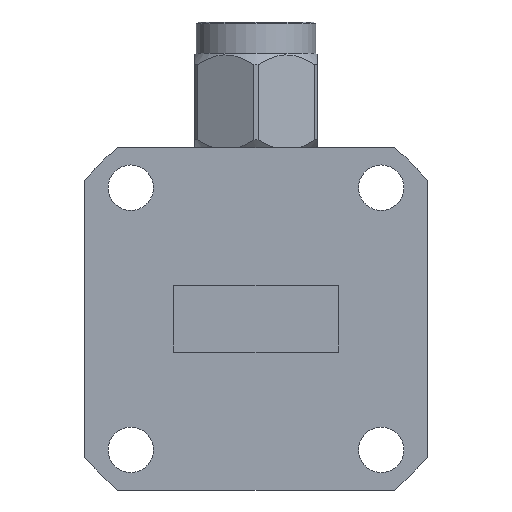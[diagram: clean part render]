
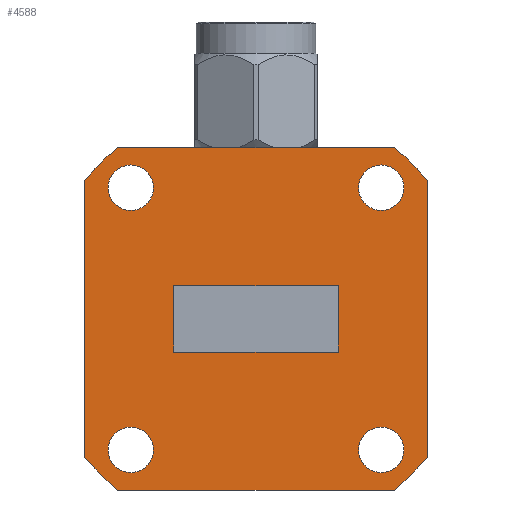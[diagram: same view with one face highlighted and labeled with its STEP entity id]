
A CAD part, front view. The second image highlights one B-rep face of the part: STEP entity #4588.
In plain terms, the highlighted planar face has unit normal (0, -1, 0).
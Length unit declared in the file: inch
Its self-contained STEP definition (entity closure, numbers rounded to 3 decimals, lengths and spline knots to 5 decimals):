
#25 = EDGE_LOOP ( 'NONE', ( #7141 ) ) ;
#33 = VERTEX_POINT ( 'NONE', #8249 ) ;
#54 = CIRCLE ( 'NONE', #2765, 0.058 ) ;
#78 = VERTEX_POINT ( 'NONE', #3426 ) ;
#227 = LINE ( 'NONE', #9809, #6660 ) ;
#307 = EDGE_CURVE ( 'NONE', #9961, #4418, #5163, .T. ) ;
#332 = CARTESIAN_POINT ( 'NONE',  ( -0.21, 0., -0.085 ) ) ;
#344 = AXIS2_PLACEMENT_3D ( 'NONE', #6751, #10228, #10117 ) ;
#365 = DIRECTION ( 'NONE',  ( 1., 0., 0. ) ) ;
#456 = ORIENTED_EDGE ( 'NONE', *, *, #8386, .T. ) ;
#511 = CARTESIAN_POINT ( 'NONE',  ( -0.21, 0., 0.085 ) ) ;
#568 = CARTESIAN_POINT ( 'NONE',  ( 0., 0., 0. ) ) ;
#588 = EDGE_CURVE ( 'NONE', #7749, #7749, #54, .T. ) ;
#708 = CARTESIAN_POINT ( 'NONE',  ( -0.4375, 0., 0.4375 ) ) ;
#760 = VECTOR ( 'NONE', #6946, 39.37008 ) ;
#1070 = DIRECTION ( 'NONE',  ( 0., -1., 0. ) ) ;
#1101 = AXIS2_PLACEMENT_3D ( 'NONE', #6610, #1447, #5814 ) ;
#1260 = VERTEX_POINT ( 'NONE', #4320 ) ;
#1317 = CARTESIAN_POINT ( 'NONE',  ( 0.4375, 0., 0.4375 ) ) ;
#1447 = DIRECTION ( 'NONE',  ( 0., -1., 0. ) ) ;
#1522 = FACE_BOUND ( 'NONE', #5153, .T. ) ;
#1698 = LINE ( 'NONE', #4329, #6498 ) ;
#1736 = CIRCLE ( 'NONE', #5407, 0.5625 ) ;
#1849 = EDGE_CURVE ( 'NONE', #1260, #2374, #7697, .T. ) ;
#1859 = DIRECTION ( 'NONE',  ( 0., -1., 0. ) ) ;
#1888 = VECTOR ( 'NONE', #4531, 39.37008 ) ;
#1916 = EDGE_CURVE ( 'NONE', #4418, #2751, #9788, .T. ) ;
#1931 = DIRECTION ( 'NONE',  ( 0., 0., 1. ) ) ;
#1947 = CARTESIAN_POINT ( 'NONE',  ( -0.21, 0., -0.085 ) ) ;
#2067 = CARTESIAN_POINT ( 'NONE',  ( 0.4375, 0., 0.35355 ) ) ;
#2098 = EDGE_CURVE ( 'NONE', #7590, #5729, #5015, .T. ) ;
#2197 = EDGE_CURVE ( 'NONE', #33, #9961, #227, .T. ) ;
#2363 = DIRECTION ( 'NONE',  ( 0., 1., 0. ) ) ;
#2374 = VERTEX_POINT ( 'NONE', #10706 ) ;
#2751 = VERTEX_POINT ( 'NONE', #332 ) ;
#2765 = AXIS2_PLACEMENT_3D ( 'NONE', #4517, #2789, #1931 ) ;
#2789 = DIRECTION ( 'NONE',  ( 0., 1., 0. ) ) ;
#2823 = DIRECTION ( 'NONE',  ( 0., 0., -1. ) ) ;
#2850 = ORIENTED_EDGE ( 'NONE', *, *, #1916, .F. ) ;
#3126 = FACE_BOUND ( 'NONE', #11035, .T. ) ;
#3136 = ORIENTED_EDGE ( 'NONE', *, *, #1849, .F. ) ;
#3247 = EDGE_LOOP ( 'NONE', ( #5842, #9250, #5243, #3601, #4447, #456, #3136, #3558 ) ) ;
#3361 = ORIENTED_EDGE ( 'NONE', *, *, #4454, .T. ) ;
#3383 = CARTESIAN_POINT ( 'NONE',  ( -0.32, 0., -0.335 ) ) ;
#3426 = CARTESIAN_POINT ( 'NONE',  ( -0.35355, 0., -0.4375 ) ) ;
#3437 = EDGE_CURVE ( 'NONE', #11227, #9931, #8418, .T. ) ;
#3443 = CARTESIAN_POINT ( 'NONE',  ( -0.4375, 0., 0.4375 ) ) ;
#3558 = ORIENTED_EDGE ( 'NONE', *, *, #7019, .T. ) ;
#3590 = CARTESIAN_POINT ( 'NONE',  ( 0., 0., 0. ) ) ;
#3601 = ORIENTED_EDGE ( 'NONE', *, *, #3437, .T. ) ;
#3684 = EDGE_CURVE ( 'NONE', #11113, #11113, #9511, .T. ) ;
#3751 = EDGE_CURVE ( 'NONE', #7217, #9931, #11289, .T. ) ;
#4079 = VERTEX_POINT ( 'NONE', #7579 ) ;
#4226 = ORIENTED_EDGE ( 'NONE', *, *, #3684, .T. ) ;
#4320 = CARTESIAN_POINT ( 'NONE',  ( -0.4375, 0., -0.35355 ) ) ;
#4329 = CARTESIAN_POINT ( 'NONE',  ( -0.4375, 0., -0.4375 ) ) ;
#4418 = VERTEX_POINT ( 'NONE', #511 ) ;
#4447 = ORIENTED_EDGE ( 'NONE', *, *, #3751, .F. ) ;
#4454 = EDGE_CURVE ( 'NONE', #4079, #4079, #8380, .T. ) ;
#4474 = ORIENTED_EDGE ( 'NONE', *, *, #2197, .F. ) ;
#4517 = CARTESIAN_POINT ( 'NONE',  ( -0.32, 0., 0.335 ) ) ;
#4531 = DIRECTION ( 'NONE',  ( 0., 0., -1. ) ) ;
#4588 = ADVANCED_FACE ( 'NONE', ( #1522, #10049, #3126, #6631, #9239, #4919 ), #8400, .T. ) ;
#4595 = AXIS2_PLACEMENT_3D ( 'NONE', #3383, #2363, #7807 ) ;
#4626 = CARTESIAN_POINT ( 'NONE',  ( 0.35355, 0., -0.4375 ) ) ;
#4645 = LINE ( 'NONE', #7230, #9223 ) ;
#4776 = VECTOR ( 'NONE', #7566, 39.37008 ) ;
#4916 = CIRCLE ( 'NONE', #344, 0.058 ) ;
#4919 = FACE_OUTER_BOUND ( 'NONE', #3247, .T. ) ;
#4972 = CARTESIAN_POINT ( 'NONE',  ( 0.4375, 0., -0.35355 ) ) ;
#4973 = CARTESIAN_POINT ( 'NONE',  ( 0.32, 0., -0.335 ) ) ;
#5015 = CIRCLE ( 'NONE', #6285, 0.5625 ) ;
#5106 = CARTESIAN_POINT ( 'NONE',  ( -0.21, 0., 0.085 ) ) ;
#5111 = CARTESIAN_POINT ( 'NONE',  ( -0.32, 0., -0.277 ) ) ;
#5153 = EDGE_LOOP ( 'NONE', ( #5830, #4474, #5241, #2850 ) ) ;
#5163 = LINE ( 'NONE', #5106, #9157 ) ;
#5231 = VERTEX_POINT ( 'NONE', #9549 ) ;
#5241 = ORIENTED_EDGE ( 'NONE', *, *, #7966, .F. ) ;
#5243 = ORIENTED_EDGE ( 'NONE', *, *, #6432, .F. ) ;
#5407 = AXIS2_PLACEMENT_3D ( 'NONE', #5589, #10620, #2823 ) ;
#5589 = CARTESIAN_POINT ( 'NONE',  ( 0., 0., 0. ) ) ;
#5729 = VERTEX_POINT ( 'NONE', #4972 ) ;
#5814 = DIRECTION ( 'NONE',  ( 0., 0., -1. ) ) ;
#5830 = ORIENTED_EDGE ( 'NONE', *, *, #307, .F. ) ;
#5842 = ORIENTED_EDGE ( 'NONE', *, *, #7717, .F. ) ;
#6066 = ORIENTED_EDGE ( 'NONE', *, *, #10718, .T. ) ;
#6144 = AXIS2_PLACEMENT_3D ( 'NONE', #3590, #1070, #8787 ) ;
#6173 = CARTESIAN_POINT ( 'NONE',  ( 0., 0., 0. ) ) ;
#6265 = CARTESIAN_POINT ( 'NONE',  ( -0.35355, 0., 0.4375 ) ) ;
#6285 = AXIS2_PLACEMENT_3D ( 'NONE', #6173, #1859, #9695 ) ;
#6432 = EDGE_CURVE ( 'NONE', #11227, #5729, #9081, .T. ) ;
#6498 = VECTOR ( 'NONE', #7886, 39.37008 ) ;
#6610 = CARTESIAN_POINT ( 'NONE',  ( 0., 0., 0. ) ) ;
#6631 = FACE_BOUND ( 'NONE', #6903, .T. ) ;
#6660 = VECTOR ( 'NONE', #9870, 39.37008 ) ;
#6741 = DIRECTION ( 'NONE',  ( 0., 1., 0. ) ) ;
#6751 = CARTESIAN_POINT ( 'NONE',  ( 0.32, 0., 0.335 ) ) ;
#6769 = CARTESIAN_POINT ( 'NONE',  ( -0.32, 0., 0.393 ) ) ;
#6903 = EDGE_LOOP ( 'NONE', ( #3361 ) ) ;
#6946 = DIRECTION ( 'NONE',  ( 1., 0., 0. ) ) ;
#7019 = EDGE_CURVE ( 'NONE', #1260, #78, #1736, .T. ) ;
#7141 = ORIENTED_EDGE ( 'NONE', *, *, #588, .T. ) ;
#7217 = VERTEX_POINT ( 'NONE', #6265 ) ;
#7230 = CARTESIAN_POINT ( 'NONE',  ( -0.21, 0., -0.085 ) ) ;
#7566 = DIRECTION ( 'NONE',  ( 0., 0., -1. ) ) ;
#7579 = CARTESIAN_POINT ( 'NONE',  ( 0.32, 0., -0.277 ) ) ;
#7590 = VERTEX_POINT ( 'NONE', #4626 ) ;
#7641 = DIRECTION ( 'NONE',  ( 0., 0., 1. ) ) ;
#7697 = LINE ( 'NONE', #708, #9368 ) ;
#7717 = EDGE_CURVE ( 'NONE', #7590, #78, #1698, .T. ) ;
#7749 = VERTEX_POINT ( 'NONE', #6769 ) ;
#7807 = DIRECTION ( 'NONE',  ( 0., 0., 1. ) ) ;
#7886 = DIRECTION ( 'NONE',  ( -1., 0., 0. ) ) ;
#7966 = EDGE_CURVE ( 'NONE', #2751, #33, #4645, .T. ) ;
#7969 = CIRCLE ( 'NONE', #6144, 0.5625 ) ;
#8194 = AXIS2_PLACEMENT_3D ( 'NONE', #568, #11257, #8666 ) ;
#8249 = CARTESIAN_POINT ( 'NONE',  ( 0.21, 0., -0.085 ) ) ;
#8380 = CIRCLE ( 'NONE', #11122, 0.058 ) ;
#8386 = EDGE_CURVE ( 'NONE', #7217, #2374, #7969, .T. ) ;
#8400 = PLANE ( 'NONE',  #8194 ) ;
#8418 = CIRCLE ( 'NONE', #1101, 0.5625 ) ;
#8585 = DIRECTION ( 'NONE',  ( -1., 0., 0. ) ) ;
#8666 = DIRECTION ( 'NONE',  ( 0., 0., -1. ) ) ;
#8787 = DIRECTION ( 'NONE',  ( 0., 0., -1. ) ) ;
#9081 = LINE ( 'NONE', #1317, #4776 ) ;
#9157 = VECTOR ( 'NONE', #8585, 39.37008 ) ;
#9178 = DIRECTION ( 'NONE',  ( 0., 0., 1. ) ) ;
#9223 = VECTOR ( 'NONE', #365, 39.37008 ) ;
#9239 = FACE_BOUND ( 'NONE', #10643, .T. ) ;
#9250 = ORIENTED_EDGE ( 'NONE', *, *, #2098, .T. ) ;
#9368 = VECTOR ( 'NONE', #7641, 39.37008 ) ;
#9511 = CIRCLE ( 'NONE', #4595, 0.058 ) ;
#9549 = CARTESIAN_POINT ( 'NONE',  ( 0.32, 0., 0.393 ) ) ;
#9695 = DIRECTION ( 'NONE',  ( 0., 0., -1. ) ) ;
#9788 = LINE ( 'NONE', #1947, #1888 ) ;
#9809 = CARTESIAN_POINT ( 'NONE',  ( 0.21, 0., -0.085 ) ) ;
#9870 = DIRECTION ( 'NONE',  ( 0., 0., 1. ) ) ;
#9876 = CARTESIAN_POINT ( 'NONE',  ( 0.35355, 0., 0.4375 ) ) ;
#9931 = VERTEX_POINT ( 'NONE', #9876 ) ;
#9961 = VERTEX_POINT ( 'NONE', #10744 ) ;
#10049 = FACE_BOUND ( 'NONE', #25, .T. ) ;
#10117 = DIRECTION ( 'NONE',  ( 0., 0., 1. ) ) ;
#10228 = DIRECTION ( 'NONE',  ( 0., 1., 0. ) ) ;
#10620 = DIRECTION ( 'NONE',  ( 0., -1., 0. ) ) ;
#10643 = EDGE_LOOP ( 'NONE', ( #4226 ) ) ;
#10706 = CARTESIAN_POINT ( 'NONE',  ( -0.4375, 0., 0.35355 ) ) ;
#10718 = EDGE_CURVE ( 'NONE', #5231, #5231, #4916, .T. ) ;
#10744 = CARTESIAN_POINT ( 'NONE',  ( 0.21, 0., 0.085 ) ) ;
#11035 = EDGE_LOOP ( 'NONE', ( #6066 ) ) ;
#11113 = VERTEX_POINT ( 'NONE', #5111 ) ;
#11122 = AXIS2_PLACEMENT_3D ( 'NONE', #4973, #6741, #9178 ) ;
#11227 = VERTEX_POINT ( 'NONE', #2067 ) ;
#11257 = DIRECTION ( 'NONE',  ( 0., -1., 0. ) ) ;
#11289 = LINE ( 'NONE', #3443, #760 ) ;
